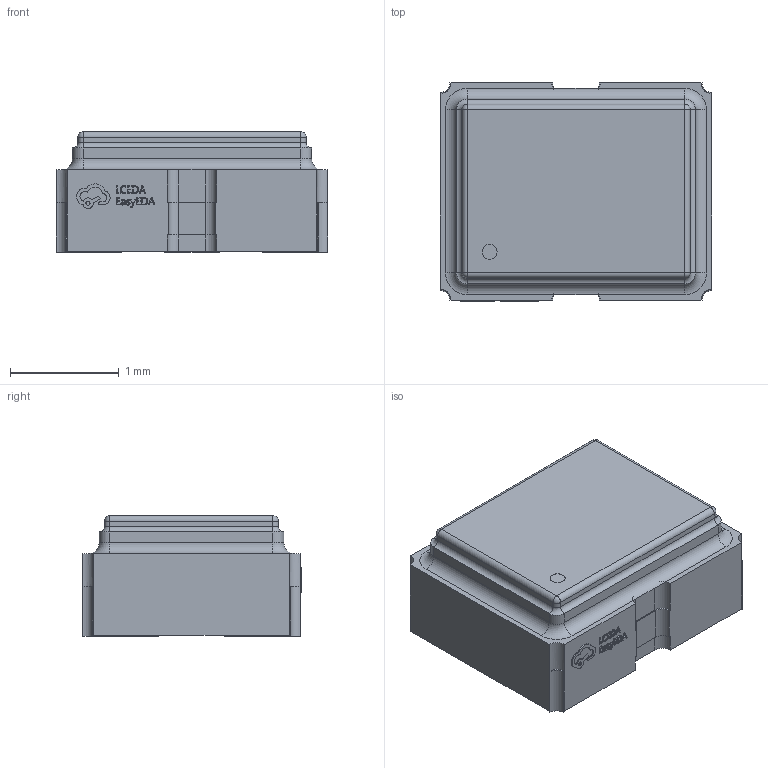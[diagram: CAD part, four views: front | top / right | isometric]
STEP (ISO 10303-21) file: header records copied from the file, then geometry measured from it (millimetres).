
FILE_DESCRIPTION (( 'STEP AP214' ), '1' );
FILE_NAME ('OSC-SMD_6P-L2.5-W2.0-BL_CTS-626X.STEP', '2022-06-19T04:08:01', ( '' ), ( '' ), 'SwSTEP 2.0', 'SolidWorks 2020', '' );
FILE_SCHEMA (( 'AUTOMOTIVE_DESIGN' ));
Length unit declared in the file: millimetre
Products named in the file (1): OSC-SMD_6P-L2.5-W2.0-BL_CTS-626X
Bounding box: 2.5 x 2.01 x 1.11 mm (x, y, z)
Volume: 5 mm3; surface area: 18.9 mm2
Topology: 1 solids, 1 shells, 352 faces, 948 edges, 616 vertices
Faces by surface type: plane 200, bspline 98, cylinder 42, torus 8, sphere 4
Entity records: 15326 total; most frequent: CARTESIAN_POINT 3219, ORIENTED_EDGE 1888, DIRECTION 1354, EDGE_CURVE 944, VECTOR 644, LINE 644, VERTEX_POINT 616, EDGE_LOOP 374
